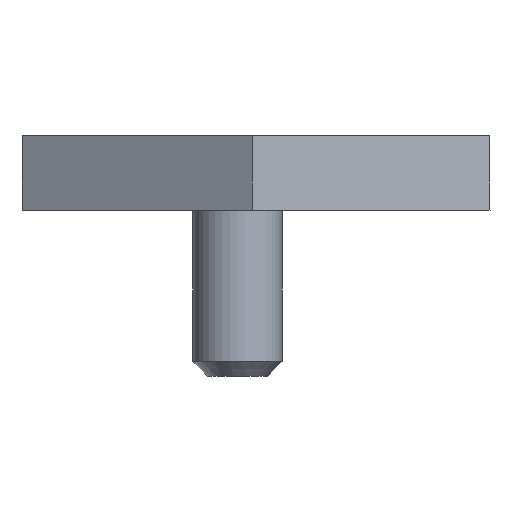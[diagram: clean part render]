
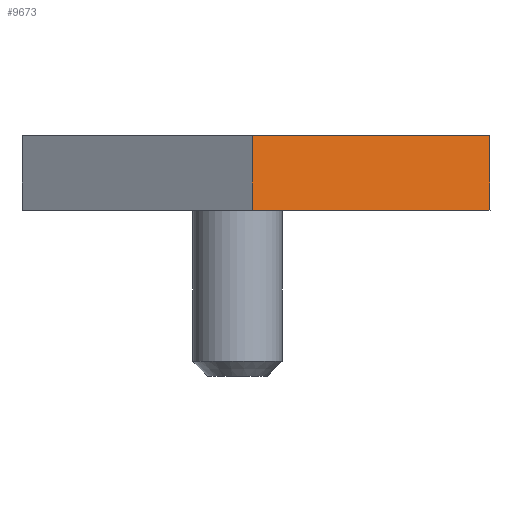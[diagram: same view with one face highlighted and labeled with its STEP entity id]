
A CAD part, front view. The second image highlights one B-rep face of the part: STEP entity #9673.
In plain terms, the highlighted planar face has unit normal (0.5, -0.866, 0).
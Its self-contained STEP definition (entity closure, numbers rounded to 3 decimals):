
#409 = VECTOR ( 'NONE', #9488, 1000. ) ;
#753 = PLANE ( 'NONE',  #4155 ) ;
#1146 = EDGE_CURVE ( 'NONE', #4141, #4835, #8097, .T. ) ;
#1737 = CARTESIAN_POINT ( 'NONE',  ( 33., -17.898, 10.008 ) ) ;
#1792 = CARTESIAN_POINT ( 'NONE',  ( 1., -36.373, 0. ) ) ;
#3566 = LINE ( 'NONE', #7391, #8462 ) ;
#4141 = VERTEX_POINT ( 'NONE', #10446 ) ;
#4155 = AXIS2_PLACEMENT_3D ( 'NONE', #10597, #9897, #8969 ) ;
#4190 = ORIENTED_EDGE ( 'NONE', *, *, #7413, .F. ) ;
#4322 = FACE_OUTER_BOUND ( 'NONE', #9971, .T. ) ;
#4835 = VERTEX_POINT ( 'NONE', #6878 ) ;
#4900 = VECTOR ( 'NONE', #10010, 1000. ) ;
#5503 = CARTESIAN_POINT ( 'NONE',  ( 1., -36.373, 10.008 ) ) ;
#6878 = CARTESIAN_POINT ( 'NONE',  ( 1., -36.373, 0. ) ) ;
#7391 = CARTESIAN_POINT ( 'NONE',  ( 33., -17.898, 10.008 ) ) ;
#7413 = EDGE_CURVE ( 'NONE', #7699, #8940, #3566, .T. ) ;
#7699 = VERTEX_POINT ( 'NONE', #1737 ) ;
#8001 = ORIENTED_EDGE ( 'NONE', *, *, #8456, .F. ) ;
#8097 = LINE ( 'NONE', #5503, #11413 ) ;
#8456 = EDGE_CURVE ( 'NONE', #4141, #7699, #9657, .T. ) ;
#8462 = VECTOR ( 'NONE', #10073, 1000. ) ;
#8542 = EDGE_CURVE ( 'NONE', #4835, #8940, #9083, .T. ) ;
#8940 = VERTEX_POINT ( 'NONE', #10327 ) ;
#8969 = DIRECTION ( 'NONE',  ( -0.866, -0.5, 0. ) ) ;
#9083 = LINE ( 'NONE', #1792, #4900 ) ;
#9488 = DIRECTION ( 'NONE',  ( 0.866, 0.5, 0. ) ) ;
#9657 = LINE ( 'NONE', #10649, #409 ) ;
#9673 = ADVANCED_FACE ( 'NONE', ( #4322 ), #753, .F. ) ;
#9805 = ORIENTED_EDGE ( 'NONE', *, *, #8542, .T. ) ;
#9897 = DIRECTION ( 'NONE',  ( -0.5, 0.866, 0. ) ) ;
#9971 = EDGE_LOOP ( 'NONE', ( #9805, #4190, #8001, #10583 ) ) ;
#10010 = DIRECTION ( 'NONE',  ( 0.866, 0.5, 0. ) ) ;
#10073 = DIRECTION ( 'NONE',  ( 0., 0., -1. ) ) ;
#10327 = CARTESIAN_POINT ( 'NONE',  ( 33., -17.898, 0. ) ) ;
#10446 = CARTESIAN_POINT ( 'NONE',  ( 1., -36.373, 10.008 ) ) ;
#10583 = ORIENTED_EDGE ( 'NONE', *, *, #1146, .T. ) ;
#10597 = CARTESIAN_POINT ( 'NONE',  ( 1., -36.373, 10.008 ) ) ;
#10649 = CARTESIAN_POINT ( 'NONE',  ( 1., -36.373, 10.008 ) ) ;
#10900 = DIRECTION ( 'NONE',  ( 0., 0., -1. ) ) ;
#11413 = VECTOR ( 'NONE', #10900, 1000. ) ;
